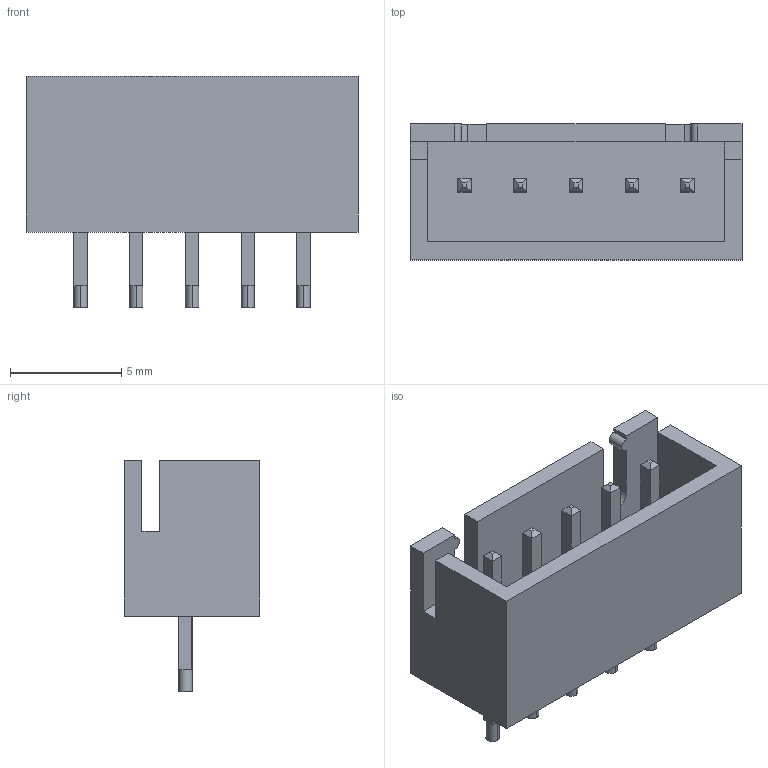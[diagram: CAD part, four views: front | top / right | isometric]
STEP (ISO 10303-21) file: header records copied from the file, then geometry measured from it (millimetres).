
FILE_DESCRIPTION (( 'STEP AP214' ), '1' );
FILE_NAME ('EED462E6-6A3C-4D18-AB16-936FC78B32FC.STEP', '2008-12-22T12:36:08', ( 'SysAdmin' ), ( 'SolidWorks' ), 'SwSTEP 2.0', 'SolidWorks 2009', '' );
FILE_SCHEMA (( 'AUTOMOTIVE_DESIGN' ));
Length unit declared in the file: millimetre
Products named in the file (1): EED462E6-6A3C-4D18-AB16-936FC78B32FC
Bounding box: 14.9 x 6.1 x 10.4 mm (x, y, z)
Volume: 269.2 mm3; surface area: 796.4 mm2
Topology: 1 solids, 1 shells, 130 faces, 304 edges, 186 vertices
Faces by surface type: plane 116, cylinder 14
Entity records: 4003 total; most frequent: CARTESIAN_POINT 621, ORIENTED_EDGE 608, DIRECTION 604, EDGE_CURVE 304, LINE 266, VECTOR 266, VERTEX_POINT 186, AXIS2_PLACEMENT_3D 169
